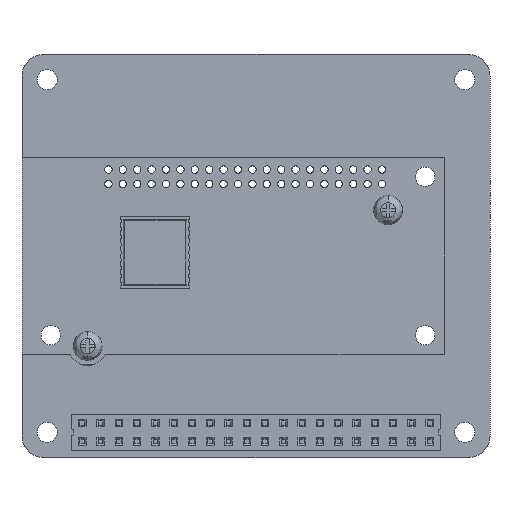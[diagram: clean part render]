
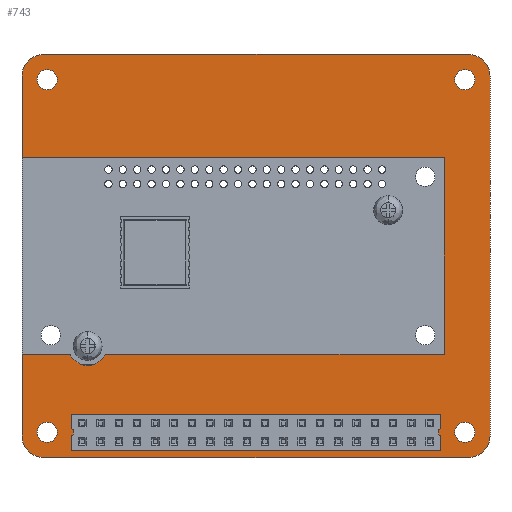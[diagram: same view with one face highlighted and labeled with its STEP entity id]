
A CAD part, front view. The second image highlights one B-rep face of the part: STEP entity #743.
In plain terms, the highlighted planar face has unit normal (0, -1, 0).
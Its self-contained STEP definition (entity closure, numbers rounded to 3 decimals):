
#48=CARTESIAN_POINT('',(3.5,0.,-52.5));
#49=DIRECTION('',(0.,1.,0.));
#50=DIRECTION('',(1.,0.,0.));
#51=AXIS2_PLACEMENT_3D('',#48,#49,#50);
#56=CARTESIAN_POINT('',(3.5,0.,-52.5));
#57=DIRECTION('',(0.,1.,0.));
#58=DIRECTION('',(-1.,0.,0.));
#59=AXIS2_PLACEMENT_3D('',#56,#57,#58);
#64=CARTESIAN_POINT('',(3.5,0.,-3.5));
#65=DIRECTION('',(0.,1.,0.));
#66=DIRECTION('',(1.,0.,0.));
#67=AXIS2_PLACEMENT_3D('',#64,#65,#66);
#72=CARTESIAN_POINT('',(3.5,0.,-3.5));
#73=DIRECTION('',(0.,1.,0.));
#74=DIRECTION('',(-1.,0.,0.));
#75=AXIS2_PLACEMENT_3D('',#72,#73,#74);
#80=CARTESIAN_POINT('',(61.5,0.,-52.5));
#81=DIRECTION('',(0.,1.,0.));
#82=DIRECTION('',(1.,0.,0.));
#83=AXIS2_PLACEMENT_3D('',#80,#81,#82);
#88=CARTESIAN_POINT('',(61.5,0.,-52.5));
#89=DIRECTION('',(0.,1.,0.));
#90=DIRECTION('',(-1.,0.,0.));
#91=AXIS2_PLACEMENT_3D('',#88,#89,#90);
#96=CARTESIAN_POINT('',(61.5,0.,-3.5));
#97=DIRECTION('',(0.,1.,0.));
#98=DIRECTION('',(1.,0.,0.));
#99=AXIS2_PLACEMENT_3D('',#96,#97,#98);
#104=CARTESIAN_POINT('',(61.5,0.,-3.5));
#105=DIRECTION('',(0.,1.,0.));
#106=DIRECTION('',(-1.,0.,0.));
#107=AXIS2_PLACEMENT_3D('',#104,#105,#106);
#112=CARTESIAN_POINT('',(8.37,0.,-51.23));
#113=DIRECTION('',(0.,1.,0.));
#114=DIRECTION('',(1.,0.,0.));
#115=AXIS2_PLACEMENT_3D('',#112,#113,#114);
#120=CARTESIAN_POINT('',(8.37,0.,-51.23));
#121=DIRECTION('',(0.,1.,0.));
#122=DIRECTION('',(-1.,0.,0.));
#123=AXIS2_PLACEMENT_3D('',#120,#121,#122);
#128=DIRECTION('',(1.,0.,0.));
#129=VECTOR('',#128,47.083);
#130=CARTESIAN_POINT('',(11.571,0.,-41.654));
#131=LINE('',#130,#129);
#135=DIRECTION('',(0.,0.,-1.));
#136=VECTOR('',#135,27.308);
#137=CARTESIAN_POINT('',(58.654,0.,-14.346));
#138=LINE('',#137,#136);
#142=DIRECTION('',(1.,0.,0.));
#143=VECTOR('',#142,58.654);
#144=CARTESIAN_POINT('',(0.,0.,-14.346));
#145=LINE('',#144,#143);
#149=DIRECTION('',(0.,0.,1.));
#150=VECTOR('',#149,11.346);
#151=CARTESIAN_POINT('',(0.,0.,-14.346));
#152=LINE('',#151,#150);
#156=CARTESIAN_POINT('',(3.,0.,-3.));
#157=DIRECTION('',(0.,-1.,0.));
#158=DIRECTION('',(0.,0.,1.));
#159=AXIS2_PLACEMENT_3D('',#156,#157,#158);
#164=DIRECTION('',(1.,0.,0.));
#165=VECTOR('',#164,59.);
#166=CARTESIAN_POINT('',(3.,0.,0.));
#167=LINE('',#166,#165);
#171=CARTESIAN_POINT('',(62.,0.,-3.));
#172=DIRECTION('',(0.,-1.,0.));
#173=DIRECTION('',(1.,0.,0.));
#174=AXIS2_PLACEMENT_3D('',#171,#172,#173);
#179=DIRECTION('',(0.,0.,-1.));
#180=VECTOR('',#179,50.);
#181=CARTESIAN_POINT('',(65.,0.,-3.));
#182=LINE('',#181,#180);
#186=CARTESIAN_POINT('',(62.,0.,-53.));
#187=DIRECTION('',(0.,-1.,0.));
#188=DIRECTION('',(0.,0.,-1.));
#189=AXIS2_PLACEMENT_3D('',#186,#187,#188);
#194=DIRECTION('',(-1.,0.,0.));
#195=VECTOR('',#194,59.);
#196=CARTESIAN_POINT('',(62.,0.,-56.));
#197=LINE('',#196,#195);
#201=CARTESIAN_POINT('',(3.,0.,-53.));
#202=DIRECTION('',(0.,-1.,0.));
#203=DIRECTION('',(-1.,0.,0.));
#204=AXIS2_PLACEMENT_3D('',#201,#202,#203);
#209=DIRECTION('',(0.,0.,1.));
#210=VECTOR('',#209,11.346);
#211=CARTESIAN_POINT('',(0.,0.,-53.));
#212=LINE('',#211,#210);
#216=DIRECTION('',(1.,0.,0.));
#217=VECTOR('',#216,6.681);
#218=CARTESIAN_POINT('',(0.,0.,-41.654));
#219=LINE('',#218,#217);
#476=CARTESIAN_POINT('',(9.126,0.,-40.509));
#477=DIRECTION('',(0.,1.,0.));
#478=DIRECTION('',(0.906,0.,-0.424));
#479=AXIS2_PLACEMENT_3D('',#476,#477,#478);
#583=CARTESIAN_POINT('',(4.9,0.,-52.5));
#585=VERTEX_POINT('',#583);
#587=CARTESIAN_POINT('',(2.1,0.,-52.5));
#589=VERTEX_POINT('',#587);
#591=CARTESIAN_POINT('',(4.9,0.,-3.5));
#593=VERTEX_POINT('',#591);
#595=CARTESIAN_POINT('',(2.1,0.,-3.5));
#597=VERTEX_POINT('',#595);
#598=CARTESIAN_POINT('',(8.88,0.,-51.23));
#599=CARTESIAN_POINT('',(7.86,0.,-51.23));
#600=VERTEX_POINT('',#598);
#601=VERTEX_POINT('',#599);
#606=CARTESIAN_POINT('',(62.9,0.,-52.5));
#607=CARTESIAN_POINT('',(60.1,0.,-52.5));
#608=VERTEX_POINT('',#606);
#609=VERTEX_POINT('',#607);
#610=CARTESIAN_POINT('',(62.9,0.,-3.5));
#611=CARTESIAN_POINT('',(60.1,0.,-3.5));
#612=VERTEX_POINT('',#610);
#613=VERTEX_POINT('',#611);
#622=CARTESIAN_POINT('',(0.,0.,-53.));
#623=CARTESIAN_POINT('',(3.,0.,-56.));
#624=VERTEX_POINT('',#622);
#625=VERTEX_POINT('',#623);
#630=CARTESIAN_POINT('',(62.,0.,-56.));
#631=CARTESIAN_POINT('',(65.,0.,-53.));
#632=VERTEX_POINT('',#630);
#633=VERTEX_POINT('',#631);
#638=CARTESIAN_POINT('',(65.,0.,-3.));
#639=CARTESIAN_POINT('',(62.,0.,0.));
#640=VERTEX_POINT('',#638);
#641=VERTEX_POINT('',#639);
#646=CARTESIAN_POINT('',(3.,0.,0.));
#647=CARTESIAN_POINT('',(0.,0.,-3.));
#648=VERTEX_POINT('',#646);
#649=VERTEX_POINT('',#647);
#654=CARTESIAN_POINT('',(0.,0.,-14.346));
#655=CARTESIAN_POINT('',(58.654,0.,-14.346));
#656=VERTEX_POINT('',#654);
#657=VERTEX_POINT('',#655);
#658=CARTESIAN_POINT('',(58.654,0.,-41.654));
#659=VERTEX_POINT('',#658);
#666=CARTESIAN_POINT('',(0.,0.,-41.654));
#668=VERTEX_POINT('',#666);
#671=CARTESIAN_POINT('',(6.681,0.,-41.654));
#673=VERTEX_POINT('',#671);
#675=CARTESIAN_POINT('',(11.571,0.,-41.654));
#677=VERTEX_POINT('',#675);
#678=CARTESIAN_POINT('',(0.,0.,0.));
#679=DIRECTION('',(0.,1.,0.));
#680=DIRECTION('',(1.,0.,0.));
#681=AXIS2_PLACEMENT_3D('',#678,#679,#680);
#682=PLANE('',#681);
#684=ORIENTED_EDGE('',*,*,#683,.F.);
#686=ORIENTED_EDGE('',*,*,#685,.T.);
#688=ORIENTED_EDGE('',*,*,#687,.F.);
#690=ORIENTED_EDGE('',*,*,#689,.F.);
#692=ORIENTED_EDGE('',*,*,#691,.T.);
#694=ORIENTED_EDGE('',*,*,#693,.F.);
#696=ORIENTED_EDGE('',*,*,#695,.T.);
#698=ORIENTED_EDGE('',*,*,#697,.F.);
#700=ORIENTED_EDGE('',*,*,#699,.T.);
#702=ORIENTED_EDGE('',*,*,#701,.F.);
#704=ORIENTED_EDGE('',*,*,#703,.T.);
#706=ORIENTED_EDGE('',*,*,#705,.F.);
#708=ORIENTED_EDGE('',*,*,#707,.T.);
#710=ORIENTED_EDGE('',*,*,#709,.T.);
#711=EDGE_LOOP('',(#684,#686,#688,#690,#692,#694,#696,#698,#700,#702,#704,#706,
#708,#710));
#712=FACE_OUTER_BOUND('',#711,.F.);
#714=ORIENTED_EDGE('',*,*,#713,.F.);
#716=ORIENTED_EDGE('',*,*,#715,.F.);
#717=EDGE_LOOP('',(#714,#716));
#718=FACE_BOUND('',#717,.F.);
#720=ORIENTED_EDGE('',*,*,#719,.F.);
#722=ORIENTED_EDGE('',*,*,#721,.F.);
#723=EDGE_LOOP('',(#720,#722));
#724=FACE_BOUND('',#723,.F.);
#726=ORIENTED_EDGE('',*,*,#725,.F.);
#728=ORIENTED_EDGE('',*,*,#727,.F.);
#729=EDGE_LOOP('',(#726,#728));
#730=FACE_BOUND('',#729,.F.);
#732=ORIENTED_EDGE('',*,*,#731,.F.);
#734=ORIENTED_EDGE('',*,*,#733,.F.);
#735=EDGE_LOOP('',(#732,#734));
#736=FACE_BOUND('',#735,.F.);
#738=ORIENTED_EDGE('',*,*,#737,.F.);
#740=ORIENTED_EDGE('',*,*,#739,.F.);
#741=EDGE_LOOP('',(#738,#740));
#742=FACE_BOUND('',#741,.F.);
#52=CIRCLE('',#51,1.4);
#60=CIRCLE('',#59,1.4);
#68=CIRCLE('',#67,1.4);
#76=CIRCLE('',#75,1.4);
#84=CIRCLE('',#83,1.4);
#92=CIRCLE('',#91,1.4);
#100=CIRCLE('',#99,1.4);
#108=CIRCLE('',#107,1.4);
#116=CIRCLE('',#115,0.51);
#124=CIRCLE('',#123,0.51);
#160=CIRCLE('',#159,3.);
#175=CIRCLE('',#174,3.);
#190=CIRCLE('',#189,3.);
#205=CIRCLE('',#204,3.);
#480=CIRCLE('',#479,2.7);
#683=EDGE_CURVE('',#677,#673,#480,.T.);
#685=EDGE_CURVE('',#677,#659,#131,.T.);
#687=EDGE_CURVE('',#657,#659,#138,.T.);
#689=EDGE_CURVE('',#656,#657,#145,.T.);
#691=EDGE_CURVE('',#656,#649,#152,.T.);
#693=EDGE_CURVE('',#648,#649,#160,.T.);
#695=EDGE_CURVE('',#648,#641,#167,.T.);
#697=EDGE_CURVE('',#640,#641,#175,.T.);
#699=EDGE_CURVE('',#640,#633,#182,.T.);
#701=EDGE_CURVE('',#632,#633,#190,.T.);
#703=EDGE_CURVE('',#632,#625,#197,.T.);
#705=EDGE_CURVE('',#624,#625,#205,.T.);
#707=EDGE_CURVE('',#624,#668,#212,.T.);
#709=EDGE_CURVE('',#668,#673,#219,.T.);
#713=EDGE_CURVE('',#593,#597,#68,.T.);
#715=EDGE_CURVE('',#597,#593,#76,.T.);
#719=EDGE_CURVE('',#608,#609,#84,.T.);
#721=EDGE_CURVE('',#609,#608,#92,.T.);
#725=EDGE_CURVE('',#612,#613,#100,.T.);
#727=EDGE_CURVE('',#613,#612,#108,.T.);
#731=EDGE_CURVE('',#600,#601,#116,.T.);
#733=EDGE_CURVE('',#601,#600,#124,.T.);
#737=EDGE_CURVE('',#585,#589,#52,.T.);
#739=EDGE_CURVE('',#589,#585,#60,.T.);
#743=ADVANCED_FACE('',(#712,#718,#724,#730,#736,#742),#682,.F.);
